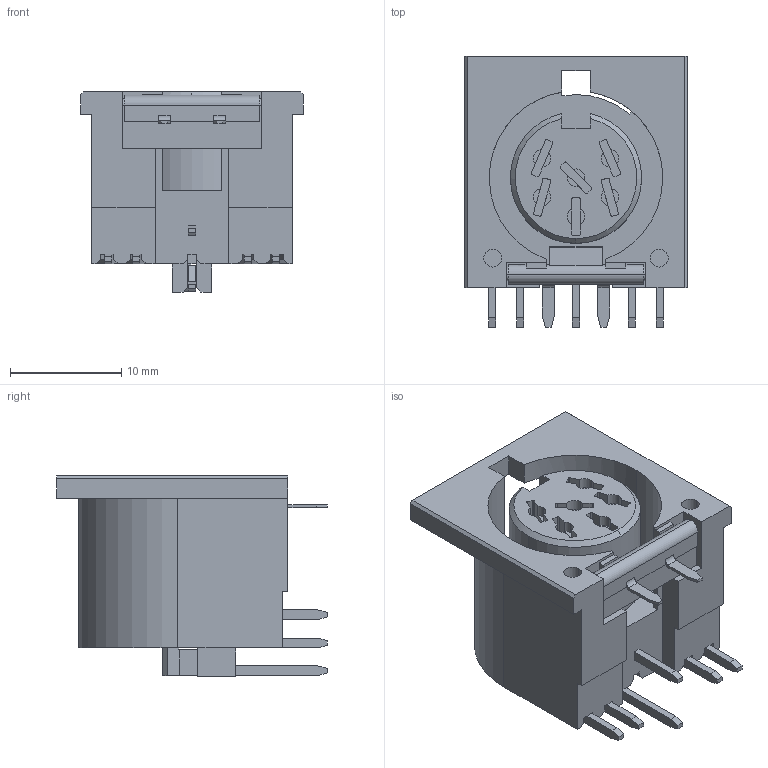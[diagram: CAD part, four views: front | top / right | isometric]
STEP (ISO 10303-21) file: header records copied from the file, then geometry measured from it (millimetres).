
FILE_DESCRIPTION(('STEP AP242'),'1');
FILE_NAME('9-211509-0.stp','2021-05-07T14:41:09',('TraceParts'),('TraceParts S.A.'),'Spatial InterOp 3D',' ',' ');
FILE_SCHEMA(('AP242_MANAGED_MODEL_BASED_3D_ENGINEERING_MIM_LF {1 0 10303 442 1 1 4}'));
Length unit declared in the file: millimetre
Products named in the file (1): 9-211509-0
Bounding box: 20.07 x 24.38 x 18.03 mm (x, y, z)
Volume: 3812 mm3; surface area: 3274.9 mm2
Topology: 1 solids, 1 shells, 341 faces, 973 edges, 638 vertices
Faces by surface type: plane 256, cylinder 83, cone 2
Entity records: 11046 total; most frequent: CARTESIAN_POINT 1961, ORIENTED_EDGE 1946, DIRECTION 1839, EDGE_CURVE 973, LINE 787, VECTOR 787, VERTEX_POINT 638, AXIS2_PLACEMENT_3D 526
